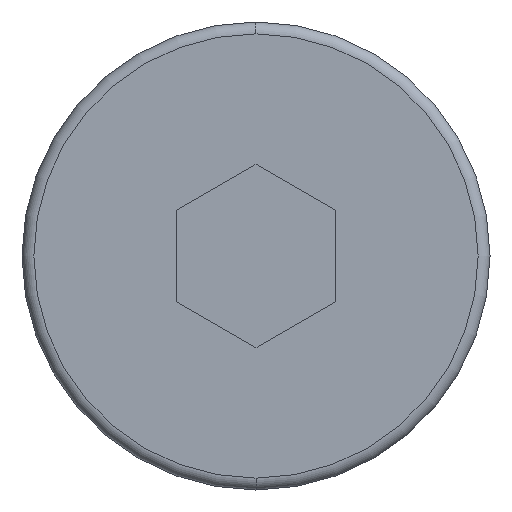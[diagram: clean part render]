
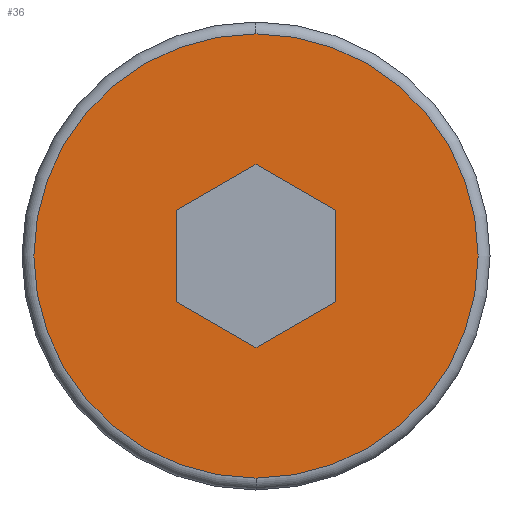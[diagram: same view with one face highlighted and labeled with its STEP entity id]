
A CAD part, left-side view. The second image highlights one B-rep face of the part: STEP entity #36.
In plain terms, the highlighted planar face has unit normal (-1, 0, 0).
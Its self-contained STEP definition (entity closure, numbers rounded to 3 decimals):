
#7 = EDGE_CURVE ( 'NONE', #73, #464, #476, .T. ) ;
#22 = DIRECTION ( 'NONE',  ( 0., 0., 1. ) ) ;
#30 = VECTOR ( 'NONE', #22, 1000. ) ;
#36 = ADVANCED_FACE ( 'NONE', ( #204, #387 ), #444, .F. ) ;
#44 = EDGE_CURVE ( 'NONE', #464, #555, #261, .T. ) ;
#59 = DIRECTION ( 'NONE',  ( 0., 0.866, -0.5 ) ) ;
#71 = CARTESIAN_POINT ( 'NONE',  ( 0., 0., 0. ) ) ;
#73 = VERTEX_POINT ( 'NONE', #391 ) ;
#105 = VERTEX_POINT ( 'NONE', #312 ) ;
#109 = CIRCLE ( 'NONE', #436, 5.6 ) ;
#112 = EDGE_CURVE ( 'NONE', #418, #583, #401, .T. ) ;
#113 = VECTOR ( 'NONE', #285, 1000. ) ;
#117 = CARTESIAN_POINT ( 'NONE',  ( 0., 0., 5.6 ) ) ;
#143 = VECTOR ( 'NONE', #372, 1000. ) ;
#152 = ORIENTED_EDGE ( 'NONE', *, *, #505, .F. ) ;
#156 = VECTOR ( 'NONE', #214, 1000. ) ;
#160 = ORIENTED_EDGE ( 'NONE', *, *, #362, .T. ) ;
#166 = DIRECTION ( 'NONE',  ( 1., 0., 0. ) ) ;
#169 = EDGE_CURVE ( 'NONE', #497, #255, #173, .T. ) ;
#173 = CIRCLE ( 'NONE', #512, 5.6 ) ;
#176 = DIRECTION ( 'NONE',  ( 0., 0., -1. ) ) ;
#177 = CARTESIAN_POINT ( 'NONE',  ( 0., 0., 0. ) ) ;
#187 = ORIENTED_EDGE ( 'NONE', *, *, #543, .F. ) ;
#190 = ORIENTED_EDGE ( 'NONE', *, *, #169, .T. ) ;
#204 = FACE_OUTER_BOUND ( 'NONE', #403, .T. ) ;
#214 = DIRECTION ( 'NONE',  ( 0., -0.866, 0.5 ) ) ;
#229 = DIRECTION ( 'NONE',  ( 0., 0., -1. ) ) ;
#255 = VERTEX_POINT ( 'NONE', #117 ) ;
#261 = LINE ( 'NONE', #308, #30 ) ;
#285 = DIRECTION ( 'NONE',  ( 0., -0.866, -0.5 ) ) ;
#291 = CARTESIAN_POINT ( 'NONE',  ( 0., 0., 2.309 ) ) ;
#308 = CARTESIAN_POINT ( 'NONE',  ( 0., -2., -1.155 ) ) ;
#312 = CARTESIAN_POINT ( 'NONE',  ( 0., 0., 2.309 ) ) ;
#318 = CARTESIAN_POINT ( 'NONE',  ( 0., 2., 1.155 ) ) ;
#319 = EDGE_LOOP ( 'NONE', ( #479, #187, #152, #358, #561, #506 ) ) ;
#332 = LINE ( 'NONE', #473, #113 ) ;
#335 = CARTESIAN_POINT ( 'NONE',  ( 0., 0., -5.6 ) ) ;
#345 = DIRECTION ( 'NONE',  ( 0., 0., -1. ) ) ;
#355 = CARTESIAN_POINT ( 'NONE',  ( 0., -2., -1.155 ) ) ;
#358 = ORIENTED_EDGE ( 'NONE', *, *, #44, .F. ) ;
#362 = EDGE_CURVE ( 'NONE', #255, #497, #109, .T. ) ;
#372 = DIRECTION ( 'NONE',  ( 0., 0.866, 0.5 ) ) ;
#377 = VECTOR ( 'NONE', #176, 1000. ) ;
#387 = FACE_BOUND ( 'NONE', #319, .T. ) ;
#391 = CARTESIAN_POINT ( 'NONE',  ( 0., 0., -2.309 ) ) ;
#401 = LINE ( 'NONE', #578, #377 ) ;
#403 = EDGE_LOOP ( 'NONE', ( #190, #160 ) ) ;
#418 = VERTEX_POINT ( 'NONE', #318 ) ;
#426 = CARTESIAN_POINT ( 'NONE',  ( 0., 2., -1.155 ) ) ;
#428 = CARTESIAN_POINT ( 'NONE',  ( 0., 0., 0. ) ) ;
#434 = CARTESIAN_POINT ( 'NONE',  ( 0., 0., -2.309 ) ) ;
#436 = AXIS2_PLACEMENT_3D ( 'NONE', #177, #541, #229 ) ;
#444 = PLANE ( 'NONE',  #504 ) ;
#462 = CARTESIAN_POINT ( 'NONE',  ( 0., -2., 1.155 ) ) ;
#464 = VERTEX_POINT ( 'NONE', #355 ) ;
#466 = LINE ( 'NONE', #291, #529 ) ;
#470 = LINE ( 'NONE', #462, #143 ) ;
#473 = CARTESIAN_POINT ( 'NONE',  ( 0., 2., -1.155 ) ) ;
#476 = LINE ( 'NONE', #434, #156 ) ;
#479 = ORIENTED_EDGE ( 'NONE', *, *, #112, .F. ) ;
#497 = VERTEX_POINT ( 'NONE', #335 ) ;
#504 = AXIS2_PLACEMENT_3D ( 'NONE', #428, #166, #345 ) ;
#505 = EDGE_CURVE ( 'NONE', #555, #105, #470, .T. ) ;
#506 = ORIENTED_EDGE ( 'NONE', *, *, #515, .F. ) ;
#512 = AXIS2_PLACEMENT_3D ( 'NONE', #71, #528, #563 ) ;
#515 = EDGE_CURVE ( 'NONE', #583, #73, #332, .T. ) ;
#528 = DIRECTION ( 'NONE',  ( -1., 0., 0. ) ) ;
#529 = VECTOR ( 'NONE', #59, 1000. ) ;
#541 = DIRECTION ( 'NONE',  ( -1., 0., 0. ) ) ;
#543 = EDGE_CURVE ( 'NONE', #105, #418, #466, .T. ) ;
#555 = VERTEX_POINT ( 'NONE', #559 ) ;
#559 = CARTESIAN_POINT ( 'NONE',  ( 0., -2., 1.155 ) ) ;
#561 = ORIENTED_EDGE ( 'NONE', *, *, #7, .F. ) ;
#563 = DIRECTION ( 'NONE',  ( 0., 0., -1. ) ) ;
#578 = CARTESIAN_POINT ( 'NONE',  ( 0., 2., 1.155 ) ) ;
#583 = VERTEX_POINT ( 'NONE', #426 ) ;
